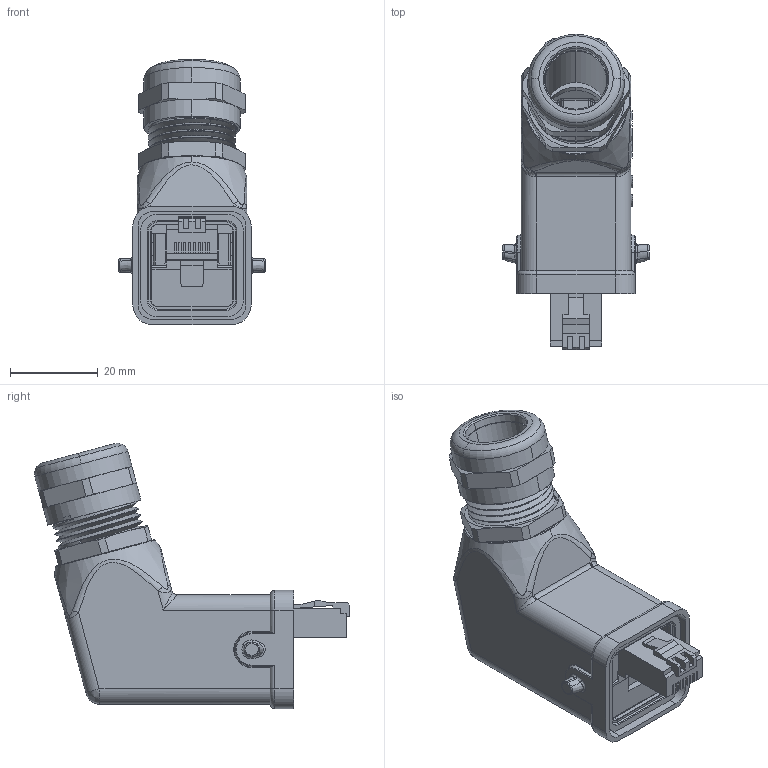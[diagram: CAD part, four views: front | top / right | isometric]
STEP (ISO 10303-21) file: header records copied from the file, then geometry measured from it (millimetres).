
FILE_DESCRIPTION(/* description */ (''),/* implementation_level */ '2;1');
FILE_NAME(/* name */ '3D_1100035151500-H3A-SE_S-2B-M20-RJ45.CAT.6A_V1.0.stp',/* time_stamp */ '2024-03-18T17:33:34+08:00',/* author */ (''),/* organization */ (''),/* preprocessor_version */ 'ST-DEVELOPER v18.1',/* originating_system */ 'SIEMENS PLM Software NX 1980',/* authorisation */ '');
FILE_SCHEMA (('AUTOMOTIVE_DESIGN { 1 0 10303 214 3 1 1 1 }'));
Length unit declared in the file: millimetre
Products named in the file (2): 3D_1100035151500-H3A-SE_S-2B-M20-RJ45.CAT.6A; _model1
Assembly tree (1 placements, depth 2):
  _model1
    3D_1100035151500-H3A-SE_S-2B-M20-RJ45.CAT.6A
Bounding box: 33.4 x 71.93 x 60.55 mm (x, y, z)
Volume: 27278.2 mm3; surface area: 23544.1 mm2
Topology: 9 solids, 9 shells, 970 faces, 2568 edges, 1638 vertices
Faces by surface type: plane 425, cylinder 285, torus 87, bspline 76, cone 62, extrusion 31, sphere 4
Entity records: 39832 total; most frequent: CARTESIAN_POINT 16504, ORIENTED_EDGE 5108, DIRECTION 3942, EDGE_CURVE 2554, VERTEX_POINT 1635, VECTOR 1344, LINE 1313, AXIS2_PLACEMENT_3D 1299
